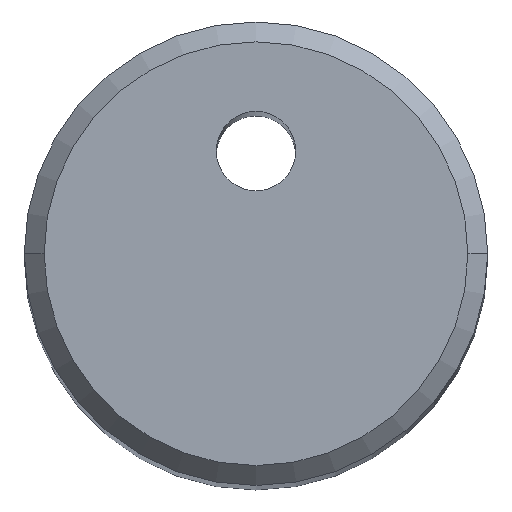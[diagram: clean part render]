
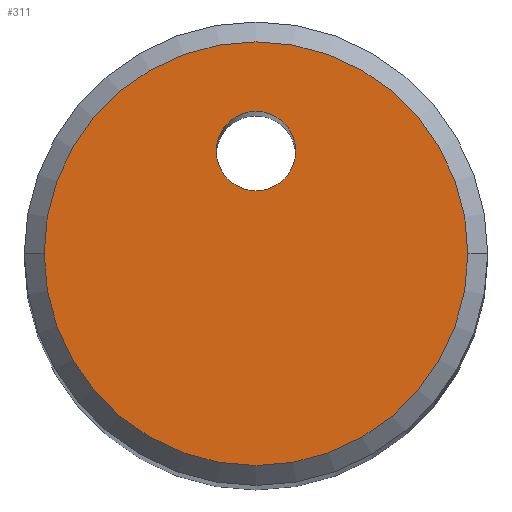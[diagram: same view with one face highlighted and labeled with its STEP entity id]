
A CAD part, top view. The second image highlights one B-rep face of the part: STEP entity #311.
In plain terms, the highlighted planar face has unit normal (0, 0, 1).
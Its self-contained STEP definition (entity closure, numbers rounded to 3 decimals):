
#221=EDGE_CURVE('NONE',#315,#351,#488,.F.);
#239=VERTEX_POINT('NONE',#509);
#255=EDGE_CURVE('NONE',#351,#315,#527,.T.);
#289=EDGE_CURVE('NONE',#239,#293,#568,.T.);
#293=VERTEX_POINT('NONE',#572);
#307=EDGE_CURVE('NONE',#293,#239,#586,.F.);
#311=ADVANCED_FACE('NONE',(#590,#591),#592,.F.);
#315=VERTEX_POINT('NONE',#597);
#351=VERTEX_POINT('NONE',#637);
#488=CIRCLE('',#867,3.2);
#509=CARTESIAN_POINT('',(-0.6,1.55,0.0));
#527=CIRCLE('',#916,3.2);
#568=CIRCLE('',#997,0.6);
#572=CARTESIAN_POINT('',(0.6,1.55,0.0));
#586=CIRCLE('',#1049,0.6);
#590=FACE_OUTER_BOUND('',#1063,.T.);
#591=FACE_BOUND('',#1064,.T.);
#592=PLANE('',#1065);
#597=CARTESIAN_POINT('',(-3.2,0.,0.0));
#637=CARTESIAN_POINT('',(3.2,0.,0.0));
#867=AXIS2_PLACEMENT_3D('',#1383,#1384,#1385);
#916=AXIS2_PLACEMENT_3D('',#1435,#1436,#1437);
#997=AXIS2_PLACEMENT_3D('',#1506,#1507,#1508);
#1049=AXIS2_PLACEMENT_3D('',#1515,#1516,#1517);
#1063=EDGE_LOOP('',(#1519,#1520));
#1064=EDGE_LOOP('',(#1521,#1522));
#1065=AXIS2_PLACEMENT_3D('',#1523,#1524,#1525);
#1383=CARTESIAN_POINT('',(0.0,0.0,0.0));
#1384=DIRECTION('',(0.0,0.0,-1.0));
#1385=DIRECTION('',(-1.0,0.,0.0));
#1435=CARTESIAN_POINT('',(0.0,0.0,0.0));
#1436=DIRECTION('',(0.0,0.0,1.0));
#1437=DIRECTION('',(-1.0,0.,0.0));
#1506=CARTESIAN_POINT('',(0.,1.55,0.0));
#1507=DIRECTION('',(-0.0,0.0,1.0));
#1508=DIRECTION('',(1.0,0.,0.0));
#1515=CARTESIAN_POINT('',(0.,1.55,0.0));
#1516=DIRECTION('',(0.0,0.0,-1.0));
#1517=DIRECTION('',(1.0,0.,0.0));
#1519=ORIENTED_EDGE('',*,*,#221,.T.);
#1520=ORIENTED_EDGE('',*,*,#255,.T.);
#1521=ORIENTED_EDGE('',*,*,#307,.F.);
#1522=ORIENTED_EDGE('',*,*,#289,.F.);
#1523=CARTESIAN_POINT('',(0.0,0.0,0.0));
#1524=DIRECTION('',(0.0,0.0,-1.0));
#1525=DIRECTION('',(-1.0,0.0,0.0));
